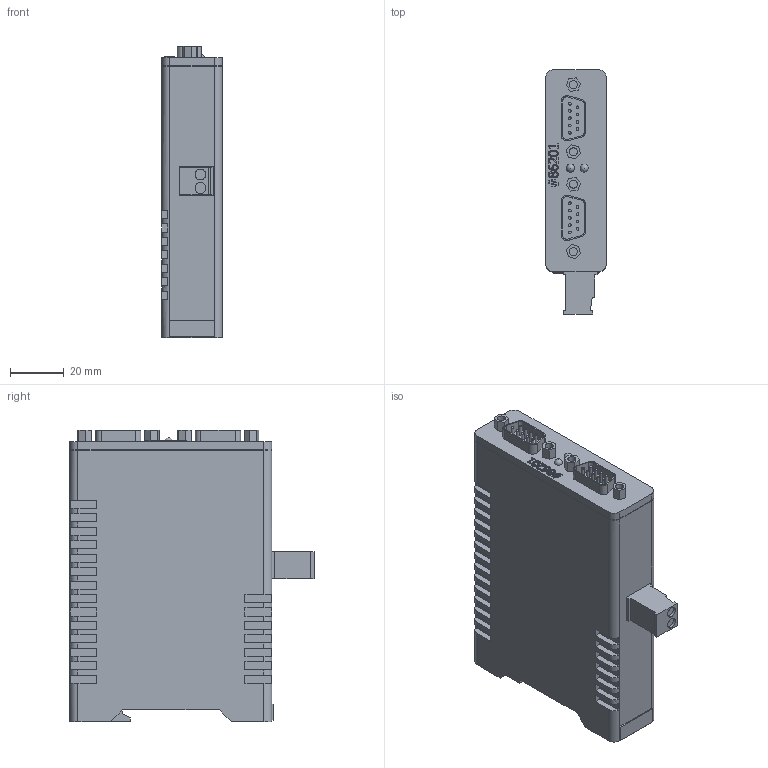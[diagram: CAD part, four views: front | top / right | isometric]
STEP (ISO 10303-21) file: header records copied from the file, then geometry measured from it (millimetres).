
FILE_DESCRIPTION(('RS232 <> RS422/485 Isolator'),'2;1');
FILE_NAME('86201.stp','2019-02-13T16:30:42',('F.Holota'),('Wiesemann & Theis GmbH'),'Autodesk Inventor 2011','Autodesk Inventor 2011','');
FILE_SCHEMA(('CONFIG_CONTROL_DESIGN'));
Length unit declared in the file: millimetre
Products named in the file (1): 86201
Bounding box: 22.5 x 90.7 x 108.2 mm (x, y, z)
Volume: 171542.3 mm3; surface area: 26990.6 mm2
Topology: 2 solids, 2 shells, 434 faces, 1131 edges, 752 vertices
Faces by surface type: plane 318, bspline 62, cylinder 52, sphere 2
Full cylindrical faces by diameter (mm): 1 x18, 3 x4, 4 x2
Entity records: 13920 total; most frequent: CARTESIAN_POINT 3280, ORIENTED_EDGE 2206, DIRECTION 1873, EDGE_CURVE 1103, VECTOR 831, LINE 831, VERTEX_POINT 750, AXIS2_PLACEMENT_3D 521
